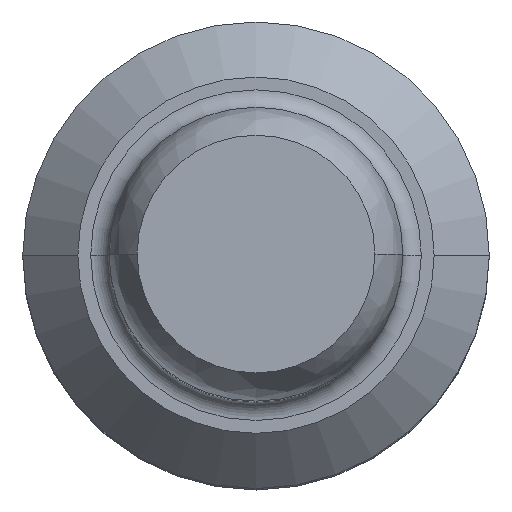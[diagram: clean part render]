
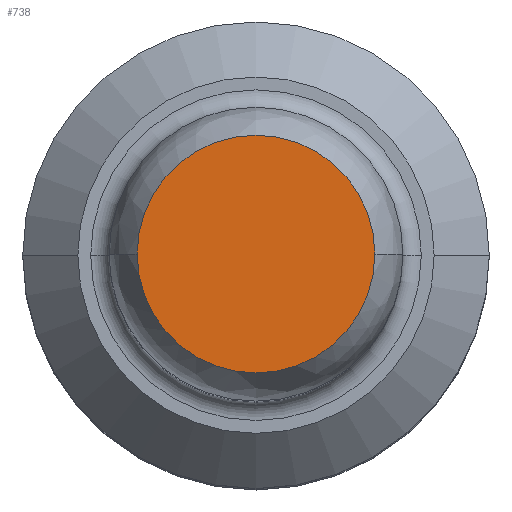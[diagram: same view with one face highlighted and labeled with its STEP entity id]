
A CAD part, top view. The second image highlights one B-rep face of the part: STEP entity #738.
In plain terms, the highlighted planar face has unit normal (0, 0, 1).
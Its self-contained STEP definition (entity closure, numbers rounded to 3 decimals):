
#199=CARTESIAN_POINT('',(0.,0.,19.979));
#200=DIRECTION('',(0.,0.,-1.));
#201=DIRECTION('',(1.,0.,0.));
#202=AXIS2_PLACEMENT_3D('',#199,#200,#201);
#209=CARTESIAN_POINT('',(0.,0.,19.979));
#210=DIRECTION('',(0.,0.,1.));
#211=DIRECTION('',(1.,0.,0.));
#212=AXIS2_PLACEMENT_3D('',#209,#210,#211);
#335=CARTESIAN_POINT('',(3.236,0.,19.979));
#337=VERTEX_POINT('',#335);
#365=CARTESIAN_POINT('',(-3.236,0.,19.979));
#367=VERTEX_POINT('',#365);
#729=CARTESIAN_POINT('',(0.,0.,19.979));
#730=DIRECTION('',(0.,0.,-1.));
#731=DIRECTION('',(1.,0.,0.));
#732=AXIS2_PLACEMENT_3D('',#729,#730,#731);
#733=PLANE('',#732);
#734=ORIENTED_EDGE('',*,*,#722,.F.);
#735=ORIENTED_EDGE('',*,*,#687,.T.);
#736=EDGE_LOOP('',(#734,#735));
#737=FACE_OUTER_BOUND('',#736,.F.);
#738=ADVANCED_FACE('',(#737),#733,.F.);
#203=CIRCLE('',#202,3.236);
#213=CIRCLE('',#212,3.236);
#687=EDGE_CURVE('',#337,#367,#203,.T.);
#722=EDGE_CURVE('',#337,#367,#213,.T.);
